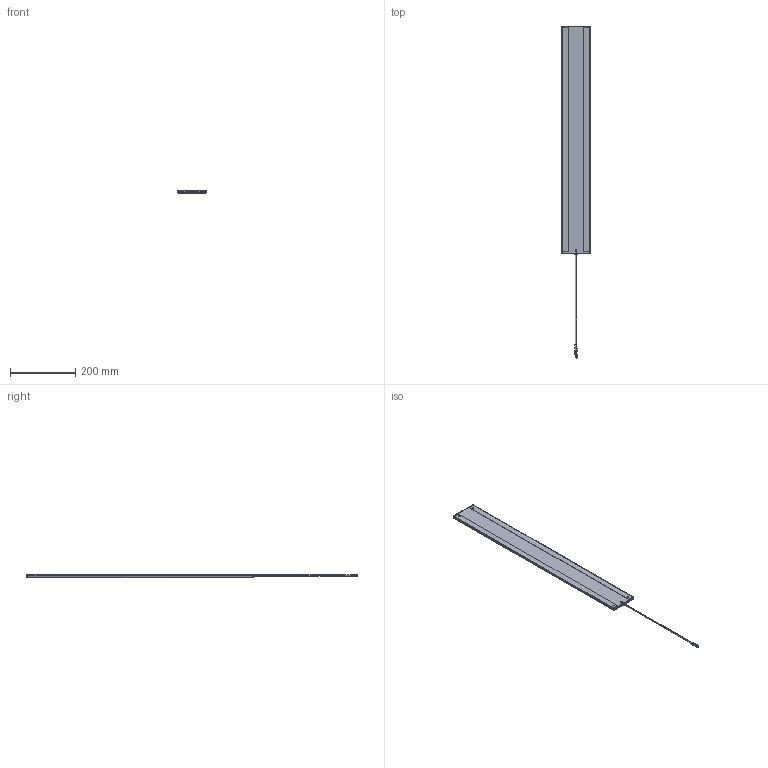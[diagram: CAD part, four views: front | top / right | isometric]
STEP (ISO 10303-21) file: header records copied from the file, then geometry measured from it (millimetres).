
FILE_DESCRIPTION (( 'STEP AP214' ), '1' );
FILE_NAME ('A8065D Antenna 20-3-25.STEP', '2025-03-20T01:31:42', ( '' ), ( '' ), 'SwSTEP 2.0', 'SolidWorks 2019', '' );
FILE_SCHEMA (( 'AUTOMOTIVE_DESIGN' ));
Length unit declared in the file: millimetre
Products named in the file (7): 72319-CM A8065 Formed Radome 20-3-25; 71759-CM Label, Times-7 Logo for Radomes 7-9-23; 70906-CM (Dumb For A8065D - Vertical) Cable Assy, 350mm, RG316, SMA-F 6-6-19; 70906-CM (Dumb For A8065D - Horizontal) Cable Assy, 350mm, RG316, SMA-F 6-6-19; 71222-CM (Dumb For A8065) Tape, TS 1811 DS Foam 25m x 18mm x 1mm Thick White 28-5-19; A8065D Antenna 20-3-25; A8065 Antenna Panel (Dumb) 20-3-25
Assembly tree (7 placements, depth 2):
  A8065D Antenna 20-3-25
    72319-CM A8065 Formed Radome 20-3-25
    A8065 Antenna Panel (Dumb) 20-3-25
    71759-CM Label, Times-7 Logo for Radomes 7-9-23
    71222-CM (Dumb For A8065) Tape, TS 1811 DS Foam 25m x 18mm x 1mm Thick White 28-5-19  x2
    70906-CM (Dumb For A8065D - Horizontal) Cable Assy, 350mm, RG316, SMA-F 6-6-19
    70906-CM (Dumb For A8065D - Vertical) Cable Assy, 350mm, RG316, SMA-F 6-6-19
Bounding box: 88 x 1021.09 x 11.34 mm (x, y, z)
Volume: 562495 mm3; surface area: 331402.7 mm2
Topology: 7 solids, 7 shells, 318 faces, 810 edges, 524 vertices
Faces by surface type: cylinder 150, plane 132, bspline 18, cone 16, torus 2
Entity records: 13598 total; most frequent: CARTESIAN_POINT 4466, ORIENTED_EDGE 1588, DIRECTION 1436, EDGE_CURVE 794, VERTEX_POINT 516, AXIS2_PLACEMENT_3D 492, LINE 452, VECTOR 452
